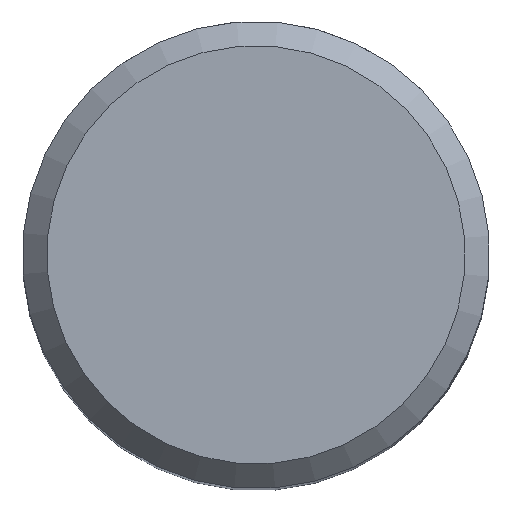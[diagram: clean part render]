
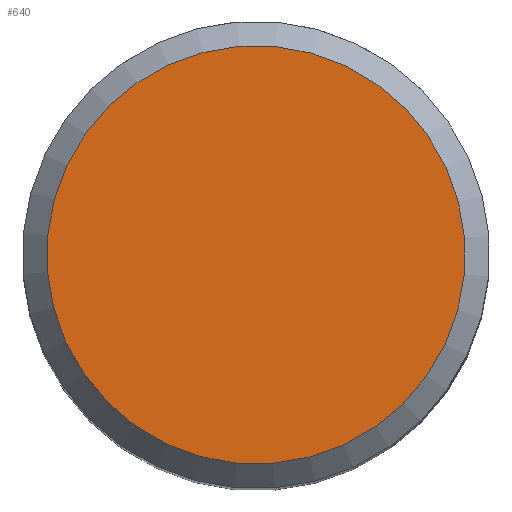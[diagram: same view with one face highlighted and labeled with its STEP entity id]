
A CAD part, top view. The second image highlights one B-rep face of the part: STEP entity #640.
In plain terms, the highlighted planar face has unit normal (0, 0, 1).
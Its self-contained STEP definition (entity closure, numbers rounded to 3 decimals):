
#149=PLANE('',#2788);
#514=FACE_OUTER_BOUND('',#1049,.T.);
#640=ADVANCED_FACE('',(#514),#149,.T.);
#1049=EDGE_LOOP('',(#1327));
#1327=ORIENTED_EDGE('',*,*,#2260,.T.);
#1997=VERTEX_POINT('',#4070);
#2260=EDGE_CURVE('',#1997,#1997,#2563,.T.);
#2563=CIRCLE('',#2787,8.522);
#2787=AXIS2_PLACEMENT_3D('',#4069,#3183,#3184);
#2788=AXIS2_PLACEMENT_3D('',#4071,#3185,#3186);
#3183=DIRECTION('',(0.,0.,1.));
#3184=DIRECTION('',(0.996,-0.093,0.));
#3185=DIRECTION('',(0.,0.,1.));
#3186=DIRECTION('',(-0.996,0.093,0.));
#4069=CARTESIAN_POINT('',(0.,0.,0.));
#4070=CARTESIAN_POINT('',(8.485,-0.79,0.));
#4071=CARTESIAN_POINT('',(0.,0.,0.));
